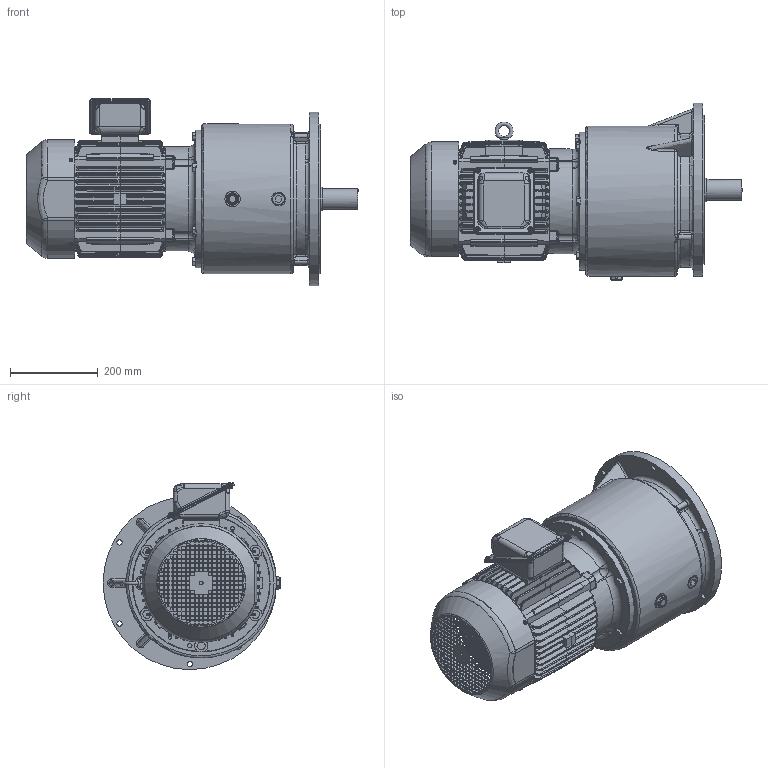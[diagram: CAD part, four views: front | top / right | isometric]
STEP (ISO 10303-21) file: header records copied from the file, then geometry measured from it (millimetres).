
FILE_DESCRIPTION (( 'STEP AP214' ), '1' );
FILE_NAME ('EK2DO07187H001_F_7.5KW_R5.stp', '2022-06-24T03:06:02', ( 'Windows 餌辨濠' ), ( '' ), 'SwSTEP 2.0', 'SolidWorks 2021', '' );
FILE_SCHEMA (( 'AUTOMOTIVE_DESIGN' ));
Length unit declared in the file: millimetre
Products named in the file (1): EK2DO07187H001_F_7.5KW_R5
Bounding box: 756.6 x 405 x 426.92 mm (x, y, z)
Volume: 39045075 mm3; surface area: 1974021.7 mm2
Topology: 39 solids, 39 shells, 5136 faces, 13715 edges, 8714 vertices
Faces by surface type: plane 2065, cylinder 1891, bspline 789, cone 220, torus 147, sphere 24
Full cylindrical faces by diameter (mm): 1.5 x1, 2.6 x4, 3 x1, 4 x1, 4.917 x8, 5 x8, 6 x4, 6.647 x38, 6.8 x2, 7 x12, 7.7 x1, 8 x28, 8.376 x6, 8.5 x1, 9 x15, 10 x6, 10.106 x12, 10.5 x4, 11.6 x10, 12 x18, 13 x6, 16 x1, 16.6 x6, 18 x1, 20 x1, 20.376 x2, 22 x2, 26 x1, 27 x1, 28 x1
Entity records: 190344 total; most frequent: CARTESIAN_POINT 68007, ORIENTED_EDGE 26382, DIRECTION 23633, EDGE_CURVE 13191, VERTEX_POINT 8554, AXIS2_PLACEMENT_3D 8411, LINE 6811, VECTOR 6811
